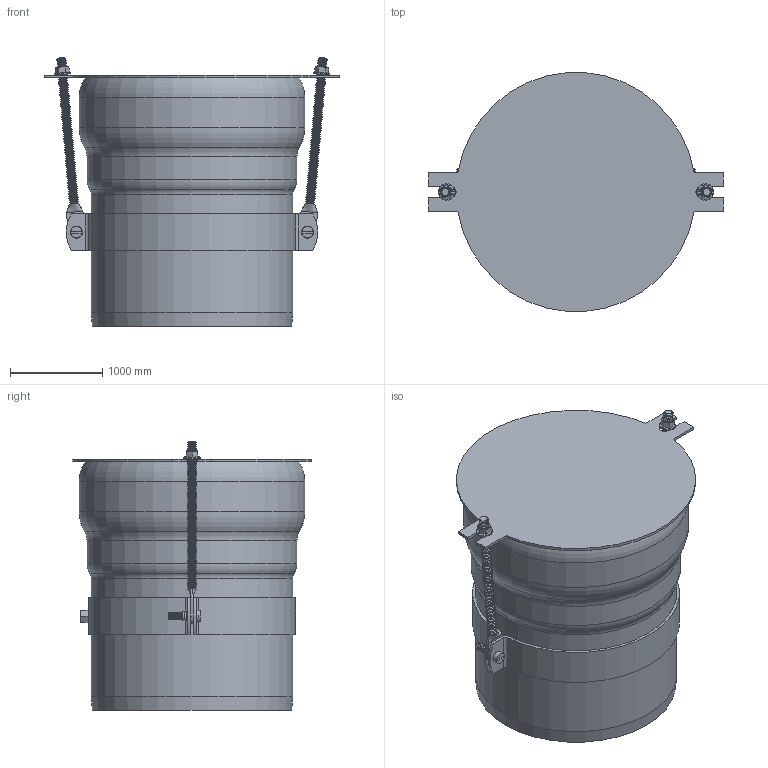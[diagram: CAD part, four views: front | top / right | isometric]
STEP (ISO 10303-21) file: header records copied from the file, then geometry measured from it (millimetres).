
FILE_DESCRIPTION(/* description */ (''),/* implementation_level */ '2;1');
FILE_NAME(/* name */ '00800.200X_3D.stp',/* time_stamp */ '2024-12-11T13:00:41+01:00',/* author */ ('CAD'),/* organization */ (''),/* preprocessor_version */ 'ST-DEVELOPER v20',/* originating_system */ 'AutoCAD Mechanical',/* authorisation */ '');
FILE_SCHEMA (('AUTOMOTIVE_DESIGN { 1 0 10303 214 3 1 1 }'));
Length unit declared in the file: centimetre
Products named in the file (2): Product; *S2
Assembly tree (1 placements, depth 2):
  Product
    *S2
Bounding box: 3200 x 2591.08 x 2920.94 mm (x, y, z)
Volume: 836058461.6 mm3; surface area: 75747594 mm2
Topology: 16 solids, 16 shells, 606 faces, 1266 edges, 693 vertices
Faces by surface type: cone 448, plane 85, cylinder 49, torus 16, bspline 8
Full cylindrical faces by diameter (mm): 66.47 x1, 80 x2, 90 x2, 99.999 x10, 100 x2, 110 x2, 2150 x2, 2190 x2, 2240 x1, 2280 x1, 2410 x1, 2450 x1
Entity records: 16054 total; most frequent: DIRECTION 3005, CARTESIAN_POINT 2952, ORIENTED_EDGE 2532, EDGE_CURVE 1266, AXIS2_PLACEMENT_3D 1206, VERTEX_POINT 693, EDGE_LOOP 629, FACE_OUTER_BOUND 606
